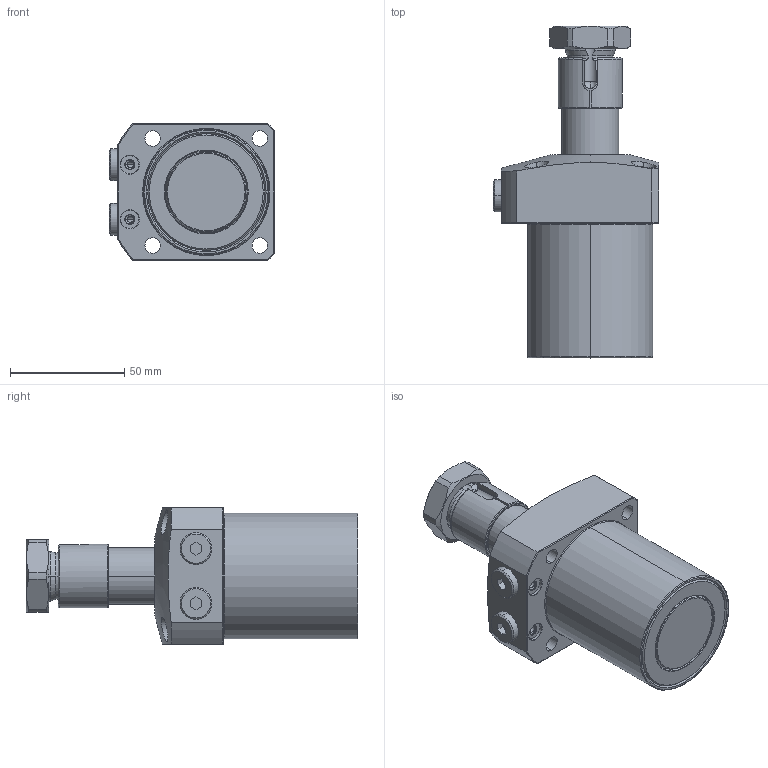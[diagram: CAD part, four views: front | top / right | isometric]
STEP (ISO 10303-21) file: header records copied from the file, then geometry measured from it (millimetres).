
FILE_DESCRIPTION (( 'STEP AP203' ), '1' );
FILE_NAME ('LHA0550-CR.STEP', '2018-12-15T03:43:04', ( '微软用户' ), ( '微软中国' ), 'SwSTEP 2.0', 'SolidWorks 2012', '' );
FILE_SCHEMA (( 'CONFIG_CONTROL_DESIGN' ));
Length unit declared in the file: millimetre
Products named in the file (7): LHA0550-槭暌溛(蹬怮椔); LHA0550-咂衝椳紕_蹬怮椔); LHA0550-楓羔_蹬怮椔); LHA0550-ů_; LHA0550-簸忣諍匏_; Gȼ__8; LHA0550-CR
Assembly tree (7 placements, depth 2):
  LHA0550-CR
    LHA0550-槭暌溛(蹬怮椔)
    LHA0550-咂衝椳紕_蹬怮椔)
    LHA0550-楓羔_蹬怮椔)
    LHA0550-ů_
    LHA0550-簸忣諍匏_
    Gȼ__8  x2
Bounding box: 72.5 x 145.5 x 60 mm (x, y, z)
Volume: 280265.2 mm3; surface area: 44254.1 mm2
Topology: 7 solids, 7 shells, 240 faces, 573 edges, 359 vertices
Faces by surface type: cylinder 81, plane 78, cone 55, torus 24, sphere 2
Entity records: 8214 total; most frequent: CARTESIAN_POINT 2139, DIRECTION 1163, ORIENTED_EDGE 1086, EDGE_CURVE 543, AXIS2_PLACEMENT_3D 479, VERTEX_POINT 341, EDGE_LOOP 254, CIRCLE 242
